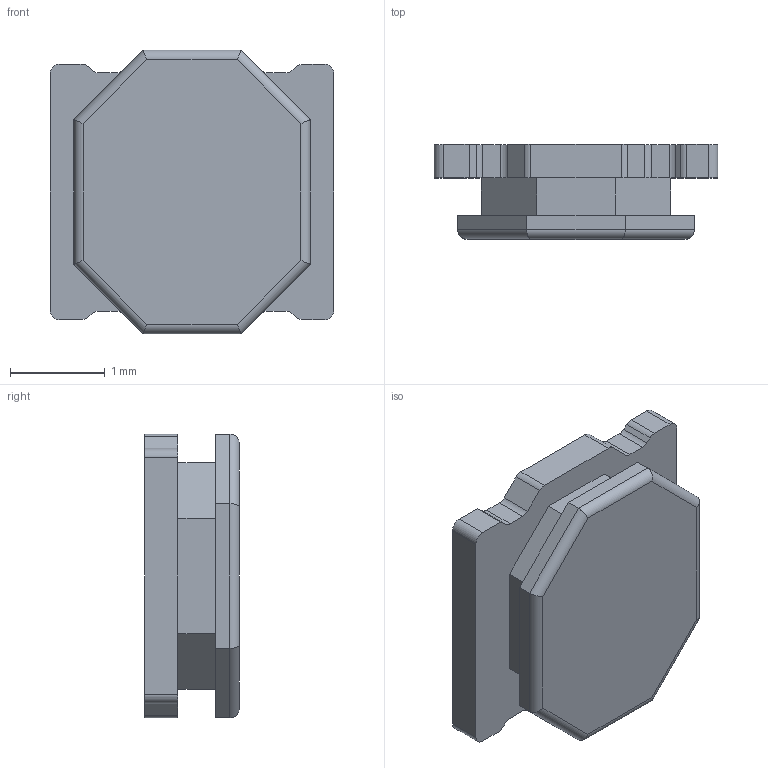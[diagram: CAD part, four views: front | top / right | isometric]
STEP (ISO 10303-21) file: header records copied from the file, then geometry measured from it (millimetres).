
FILE_DESCRIPTION((''),'2;1');
FILE_NAME('SRN3010','2012-12-19T',('ryans'),('Bourns, Inc.'),'PRO/ENGINEER BY PARAMETRIC TECHNOLOGY CORPORATION, 2012230','PRO/ENGINEER BY PARAMETRIC TECHNOLOGY CORPORATION, 2012230','');
FILE_SCHEMA(('CONFIG_CONTROL_DESIGN'));
Length unit declared in the file: millimetre
Products named in the file (1): SRN3010
Bounding box: 3 x 1 x 3 mm (x, y, z)
Volume: 6.1 mm3; surface area: 30.3 mm2
Topology: 1 solids, 1 shells, 67 faces, 181 edges, 118 vertices
Faces by surface type: plane 40, cylinder 27
Entity records: 2203 total; most frequent: CARTESIAN_POINT 458, ORIENTED_EDGE 362, DIRECTION 345, EDGE_CURVE 181, VECTOR 135, LINE 135, VERTEX_POINT 118, AXIS2_PLACEMENT_3D 105
